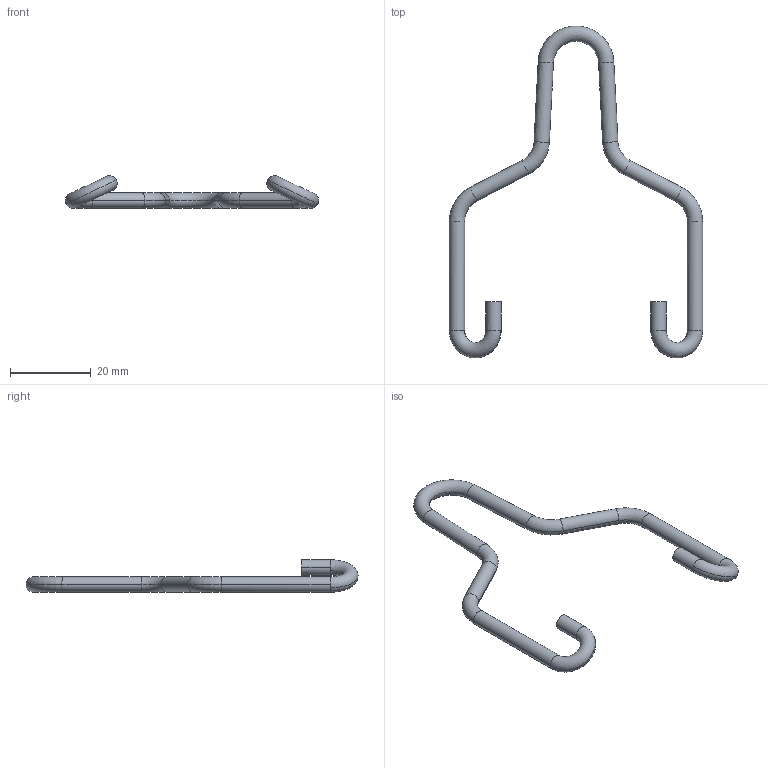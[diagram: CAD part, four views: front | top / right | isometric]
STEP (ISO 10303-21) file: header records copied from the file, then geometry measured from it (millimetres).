
FILE_DESCRIPTION (( 'STEP AP214' ), '1' );
FILE_NAME ('6066505.stp', '2017-10-25T07:14:56', ( '' ), ( '' ), 'SwSTEP 2.0', 'SolidWorks 2016', '' );
FILE_SCHEMA (( 'AUTOMOTIVE_DESIGN' ));
Length unit declared in the file: millimetre
Products named in the file (1): 6066505
Bounding box: 62.8 x 82.3 x 8.03 mm (x, y, z)
Volume: 2527.6 mm3; surface area: 2683.3 mm2
Topology: 1 solids, 1 shells, 32 faces, 70 edges, 40 vertices
Faces by surface type: cylinder 16, torus 14, plane 2
Entity records: 922 total; most frequent: DIRECTION 190, CARTESIAN_POINT 143, ORIENTED_EDGE 140, AXIS2_PLACEMENT_3D 87, EDGE_CURVE 70, CIRCLE 54, VERTEX_POINT 40, FACE_OUTER_BOUND 32
